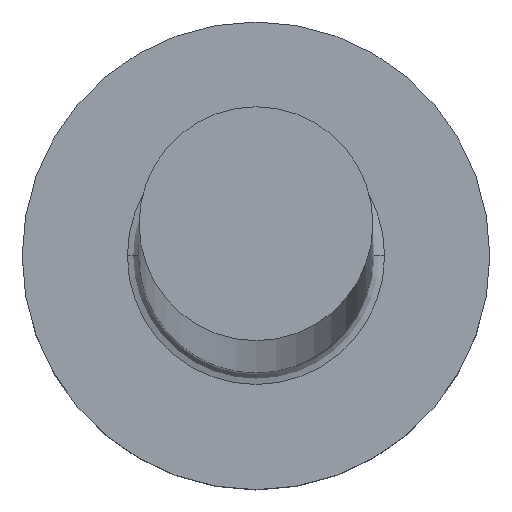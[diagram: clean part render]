
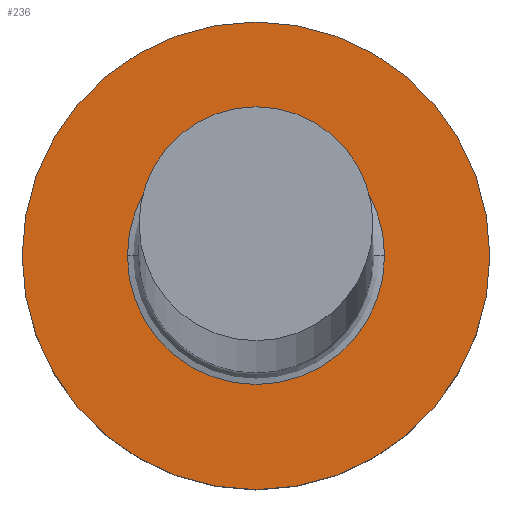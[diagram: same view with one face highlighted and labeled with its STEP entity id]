
A CAD part, top view. The second image highlights one B-rep face of the part: STEP entity #236.
In plain terms, the highlighted planar face has unit normal (0, 0, 1).
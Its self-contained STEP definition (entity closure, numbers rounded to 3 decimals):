
#2 = EDGE_CURVE ( 'NONE', #54, #123, #51, .T. ) ;
#14 = FACE_OUTER_BOUND ( 'NONE', #186, .T. ) ;
#20 = EDGE_CURVE ( 'NONE', #261, #209, #22, .T. ) ;
#21 = ORIENTED_EDGE ( 'NONE', *, *, #63, .T. ) ;
#22 = CIRCLE ( 'NONE', #104, 4. ) ;
#51 = CIRCLE ( 'NONE', #116, 2.2 ) ;
#54 = VERTEX_POINT ( 'NONE', #109 ) ;
#63 = EDGE_CURVE ( 'NONE', #209, #261, #222, .T. ) ;
#68 = CARTESIAN_POINT ( 'NONE',  ( -4., 0., 3. ) ) ;
#70 = AXIS2_PLACEMENT_3D ( 'NONE', #179, #250, #281 ) ;
#77 = ORIENTED_EDGE ( 'NONE', *, *, #20, .T. ) ;
#82 = DIRECTION ( 'NONE',  ( 1., 0., 0. ) ) ;
#84 = DIRECTION ( 'NONE',  ( 0., 0., 1. ) ) ;
#92 = PLANE ( 'NONE',  #267 ) ;
#94 = DIRECTION ( 'NONE',  ( 1., 0., 0. ) ) ;
#99 = EDGE_LOOP ( 'NONE', ( #302, #304 ) ) ;
#104 = AXIS2_PLACEMENT_3D ( 'NONE', #133, #84, #82 ) ;
#107 = DIRECTION ( 'NONE',  ( 0., 0., -1. ) ) ;
#109 = CARTESIAN_POINT ( 'NONE',  ( -2.2, 0., 3. ) ) ;
#113 = CIRCLE ( 'NONE', #70, 2.2 ) ;
#116 = AXIS2_PLACEMENT_3D ( 'NONE', #218, #107, #215 ) ;
#123 = VERTEX_POINT ( 'NONE', #269 ) ;
#133 = CARTESIAN_POINT ( 'NONE',  ( 0., 0., 3. ) ) ;
#142 = CARTESIAN_POINT ( 'NONE',  ( 4., 0., 3. ) ) ;
#170 = EDGE_CURVE ( 'NONE', #123, #54, #113, .T. ) ;
#171 = DIRECTION ( 'NONE',  ( 1., 0., 0. ) ) ;
#179 = CARTESIAN_POINT ( 'NONE',  ( 0., 0., 3. ) ) ;
#180 = CARTESIAN_POINT ( 'NONE',  ( 0., 0., 3. ) ) ;
#186 = EDGE_LOOP ( 'NONE', ( #21, #77 ) ) ;
#209 = VERTEX_POINT ( 'NONE', #68 ) ;
#215 = DIRECTION ( 'NONE',  ( 1., 0., 0. ) ) ;
#218 = CARTESIAN_POINT ( 'NONE',  ( 0., 0., 3. ) ) ;
#222 = CIRCLE ( 'NONE', #296, 4. ) ;
#236 = ADVANCED_FACE ( 'NONE', ( #298, #14 ), #92, .T. ) ;
#238 = DIRECTION ( 'NONE',  ( 0., 0., 1. ) ) ;
#250 = DIRECTION ( 'NONE',  ( 0., 0., -1. ) ) ;
#261 = VERTEX_POINT ( 'NONE', #142 ) ;
#267 = AXIS2_PLACEMENT_3D ( 'NONE', #180, #279, #94 ) ;
#269 = CARTESIAN_POINT ( 'NONE',  ( 2.2, 0., 3. ) ) ;
#279 = DIRECTION ( 'NONE',  ( 0., 0., 1. ) ) ;
#281 = DIRECTION ( 'NONE',  ( 1., 0., 0. ) ) ;
#293 = CARTESIAN_POINT ( 'NONE',  ( 0., 0., 3. ) ) ;
#296 = AXIS2_PLACEMENT_3D ( 'NONE', #293, #238, #171 ) ;
#298 = FACE_BOUND ( 'NONE', #99, .T. ) ;
#302 = ORIENTED_EDGE ( 'NONE', *, *, #170, .T. ) ;
#304 = ORIENTED_EDGE ( 'NONE', *, *, #2, .T. ) ;
